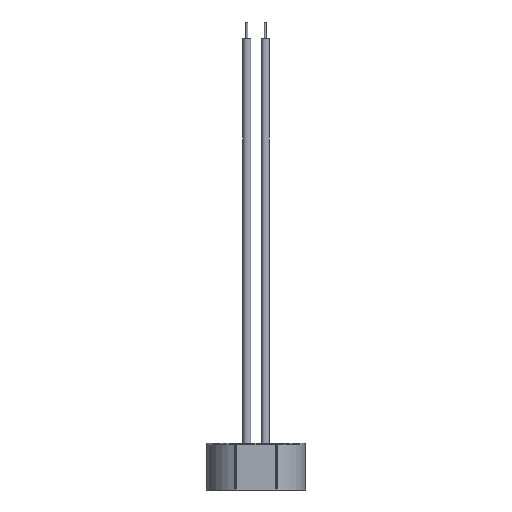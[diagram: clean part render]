
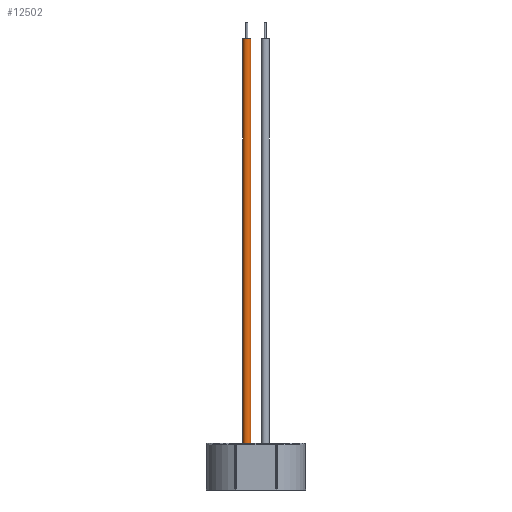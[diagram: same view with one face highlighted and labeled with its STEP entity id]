
A CAD part, front view. The second image highlights one B-rep face of the part: STEP entity #12502.
In plain terms, the highlighted cylindrical face has radius 0.991 mm (diameter 1.981 mm), a partial arc.
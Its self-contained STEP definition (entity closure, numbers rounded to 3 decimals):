
#335 = VERTEX_POINT ( 'NONE', #8563 ) ;
#3419 = AXIS2_PLACEMENT_3D ( 'NONE', #8044, #33280, #16463 ) ;
#3636 = VERTEX_POINT ( 'NONE', #6481 ) ;
#4327 = EDGE_CURVE ( 'NONE', #34991, #3636, #14798, .T. ) ;
#6481 = CARTESIAN_POINT ( 'NONE',  ( -1.194, -14.677, 0. ) ) ;
#7880 = VECTOR ( 'NONE', #17357, 1000. ) ;
#8001 = CARTESIAN_POINT ( 'NONE',  ( -2.184, -14.677, 96. ) ) ;
#8044 = CARTESIAN_POINT ( 'NONE',  ( -2.184, -14.677, 0. ) ) ;
#8563 = CARTESIAN_POINT ( 'NONE',  ( -3.175, -14.677, 0. ) ) ;
#9052 = EDGE_LOOP ( 'NONE', ( #27824, #15405, #28641, #27207 ) ) ;
#10447 = CIRCLE ( 'NONE', #3419, 0.991 ) ;
#11100 = VECTOR ( 'NONE', #13490, 1000. ) ;
#12502 = ADVANCED_FACE ( 'NONE', ( #12796 ), #32358, .T. ) ;
#12529 = AXIS2_PLACEMENT_3D ( 'NONE', #23768, #15706, #15525 ) ;
#12796 = FACE_OUTER_BOUND ( 'NONE', #9052, .T. ) ;
#13490 = DIRECTION ( 'NONE',  ( 0., 0., -1. ) ) ;
#14798 = LINE ( 'NONE', #27977, #7880 ) ;
#15405 = ORIENTED_EDGE ( 'NONE', *, *, #24554, .F. ) ;
#15525 = DIRECTION ( 'NONE',  ( -1., 0., 0. ) ) ;
#15575 = EDGE_CURVE ( 'NONE', #335, #3636, #10447, .T. ) ;
#15706 = DIRECTION ( 'NONE',  ( 0., 0., -1. ) ) ;
#16463 = DIRECTION ( 'NONE',  ( 1., 0., 0. ) ) ;
#17357 = DIRECTION ( 'NONE',  ( 0., 0., -1. ) ) ;
#17503 = DIRECTION ( 'NONE',  ( 1., 0., 0. ) ) ;
#19163 = DIRECTION ( 'NONE',  ( 0., 0., 1. ) ) ;
#20872 = CARTESIAN_POINT ( 'NONE',  ( -3.175, -14.677, 96. ) ) ;
#23737 = EDGE_CURVE ( 'NONE', #28453, #335, #30144, .T. ) ;
#23768 = CARTESIAN_POINT ( 'NONE',  ( -2.184, -14.677, 96. ) ) ;
#24554 = EDGE_CURVE ( 'NONE', #28453, #34991, #27468, .T. ) ;
#27207 = ORIENTED_EDGE ( 'NONE', *, *, #15575, .T. ) ;
#27468 = CIRCLE ( 'NONE', #30980, 0.991 ) ;
#27824 = ORIENTED_EDGE ( 'NONE', *, *, #4327, .F. ) ;
#27977 = CARTESIAN_POINT ( 'NONE',  ( -1.194, -14.677, 96. ) ) ;
#28453 = VERTEX_POINT ( 'NONE', #20872 ) ;
#28641 = ORIENTED_EDGE ( 'NONE', *, *, #23737, .T. ) ;
#30144 = LINE ( 'NONE', #33052, #11100 ) ;
#30182 = CARTESIAN_POINT ( 'NONE',  ( -1.194, -14.677, 96. ) ) ;
#30980 = AXIS2_PLACEMENT_3D ( 'NONE', #8001, #19163, #17503 ) ;
#32358 = CYLINDRICAL_SURFACE ( 'NONE', #12529, 0.991 ) ;
#33052 = CARTESIAN_POINT ( 'NONE',  ( -3.175, -14.677, 96. ) ) ;
#33280 = DIRECTION ( 'NONE',  ( 0., 0., 1. ) ) ;
#34991 = VERTEX_POINT ( 'NONE', #30182 ) ;
